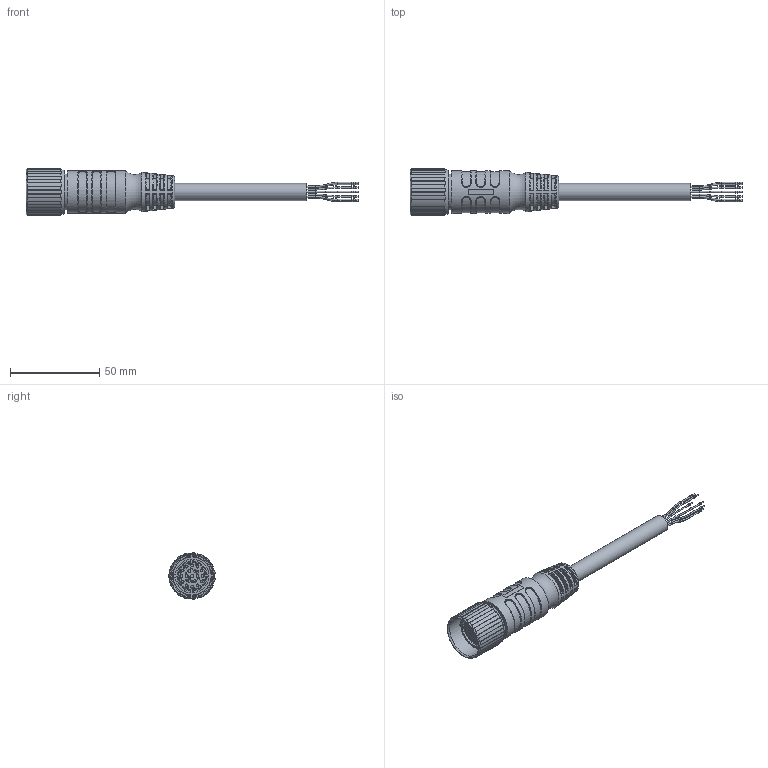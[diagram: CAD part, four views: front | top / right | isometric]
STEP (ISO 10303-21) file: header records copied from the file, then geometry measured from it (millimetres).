
FILE_DESCRIPTION(/* description */ (''),/* implementation_level */ '2;1');
FILE_NAME(/* name */ 'MKCU19.001-L_S370.stp',/* time_stamp */ '2024-01-22T08:18:53+01:00',/* author */ ('ESCHA GmbH & Co. KG'),/* organization */ ('ESCHA GmbH & Co. KG'),/* preprocessor_version */ 'ST-DEVELOPER v19.4',/* originating_system */ 'SIEMENS PLM Software NX2212.8702',/* authorisation */ '');
FILE_SCHEMA (('TECHNICAL_DATA_PACKAGING'));
Length unit declared in the file: millimetre
Products named in the file (1): MKCU19.001-L_S370_stp
Bounding box: 185.5 x 25.95 x 26 mm (x, y, z)
Volume: 34655.4 mm3; surface area: 13821.4 mm2
Topology: 1 solids, 2 shells, 1122 faces, 2654 edges, 1620 vertices
Faces by surface type: cylinder 419, plane 349, bspline 118, torus 80, extrusion 77, sphere 61, cone 18
Full cylindrical faces by diameter (mm): 0.747 x11, 0.8 x33, 1.1 x11, 1.5 x16, 1.7 x3, 9.6 x1, 15.9 x1, 16.1 x1, 16.9 x1, 18.9 x1, 20 x1, 21.92 x1, 23.3 x1, 24 x1
Entity records: 35479 total; most frequent: CARTESIAN_POINT 13366, ORIENTED_EDGE 4916, DIRECTION 3669, EDGE_CURVE 2458, VERTEX_POINT 1580, AXIS2_PLACEMENT_3D 1568, B_SPLINE_CURVE_WITH_KNOTS 1377, EDGE_LOOP 1364
